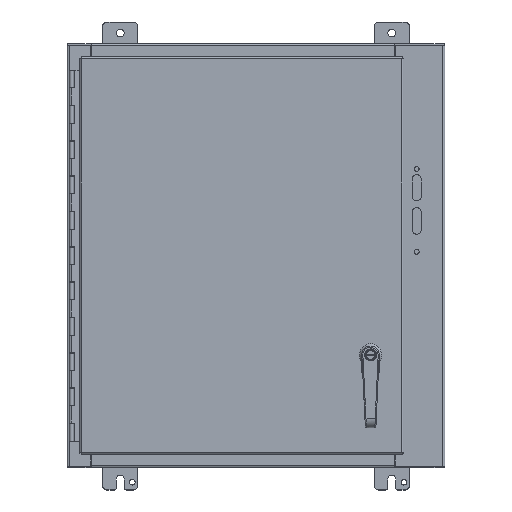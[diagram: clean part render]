
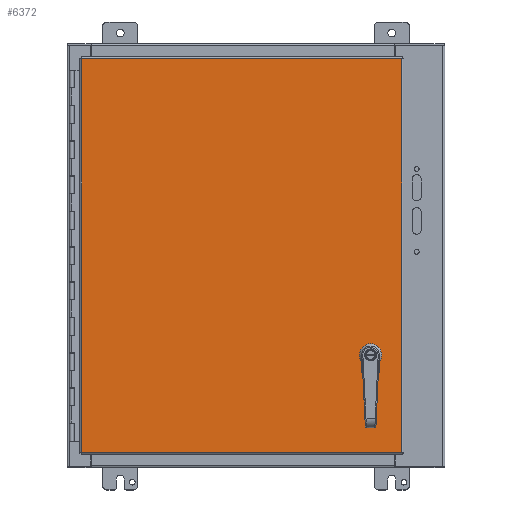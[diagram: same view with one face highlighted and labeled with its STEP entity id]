
A CAD part, top view. The second image highlights one B-rep face of the part: STEP entity #6372.
In plain terms, the highlighted planar face has unit normal (0, 0, 1).
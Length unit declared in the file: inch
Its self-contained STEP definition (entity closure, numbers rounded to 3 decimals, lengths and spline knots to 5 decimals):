
#36 = CARTESIAN_POINT ( 'NONE',  ( 0.82232, 23.14725, 10.875 ) ) ;
#1336 = VECTOR ( 'NONE', #52211, 39.37008 ) ;
#1522 = ORIENTED_EDGE ( 'NONE', *, *, #28645, .T. ) ;
#2746 = DIRECTION ( 'NONE',  ( 1., 0., 0. ) ) ;
#3747 = DIRECTION ( 'NONE',  ( 0., 0., -1. ) ) ;
#4767 = CIRCLE ( 'NONE', #25908, 0.453 ) ;
#4931 = DIRECTION ( 'NONE',  ( -1., 0., 0. ) ) ;
#5019 = ORIENTED_EDGE ( 'NONE', *, *, #43382, .T. ) ;
#5276 = EDGE_LOOP ( 'NONE', ( #15370, #43359, #5019, #36039, #26644, #58572, #32200, #1522 ) ) ;
#5855 = AXIS2_PLACEMENT_3D ( 'NONE', #7675, #65539, #70535 ) ;
#6021 = CARTESIAN_POINT ( 'NONE',  ( 17.38694, 6.7775, 10.875 ) ) ;
#6372 = ADVANCED_FACE ( 'NONE', ( #69001, #32606 ), #64419, .T. ) ;
#6723 = CARTESIAN_POINT ( 'NONE',  ( 16.77432, 6.59012, 10.875 ) ) ;
#6924 = DIRECTION ( 'NONE',  ( -1., 0., 0. ) ) ;
#7675 = CARTESIAN_POINT ( 'NONE',  ( 17.17432, 6.3775, 10.875 ) ) ;
#8900 = AXIS2_PLACEMENT_3D ( 'NONE', #34397, #40994, #28208 ) ;
#10286 = VERTEX_POINT ( 'NONE', #58457 ) ;
#10758 = CARTESIAN_POINT ( 'NONE',  ( 9.88894, 0.85775, 10.875 ) ) ;
#10949 = AXIS2_PLACEMENT_3D ( 'NONE', #43424, #3747, #68661 ) ;
#11790 = LINE ( 'NONE', #6021, #44339 ) ;
#14815 = ORIENTED_EDGE ( 'NONE', *, *, #48448, .T. ) ;
#14997 = VECTOR ( 'NONE', #4931, 39.37008 ) ;
#15048 = CIRCLE ( 'NONE', #5855, 0.453 ) ;
#15359 = VERTEX_POINT ( 'NONE', #59364 ) ;
#15370 = ORIENTED_EDGE ( 'NONE', *, *, #46036, .T. ) ;
#15752 = VERTEX_POINT ( 'NONE', #20829 ) ;
#16942 = LINE ( 'NONE', #67388, #14997 ) ;
#19149 = VECTOR ( 'NONE', #36012, 39.37008 ) ;
#19639 = VECTOR ( 'NONE', #62155, 39.37008 ) ;
#19926 = CARTESIAN_POINT ( 'NONE',  ( 17.57432, 6.59012, 10.875 ) ) ;
#19929 = CARTESIAN_POINT ( 'NONE',  ( 17.57432, 6.16488, 10.875 ) ) ;
#20829 = CARTESIAN_POINT ( 'NONE',  ( 0.82232, 0.85775, 10.875 ) ) ;
#21737 = CARTESIAN_POINT ( 'NONE',  ( 16.9617, 5.9775, 10.875 ) ) ;
#22002 = DIRECTION ( 'NONE',  ( -1., 0., 0. ) ) ;
#22508 = DIRECTION ( 'NONE',  ( 0., -1., 0. ) ) ;
#22581 = VERTEX_POINT ( 'NONE', #79576 ) ;
#23165 = LINE ( 'NONE', #10758, #19149 ) ;
#25751 = VERTEX_POINT ( 'NONE', #32584 ) ;
#25908 = AXIS2_PLACEMENT_3D ( 'NONE', #33684, #72091, #6924 ) ;
#26446 = VERTEX_POINT ( 'NONE', #19926 ) ;
#26644 = ORIENTED_EDGE ( 'NONE', *, *, #33864, .T. ) ;
#27746 = ORIENTED_EDGE ( 'NONE', *, *, #35789, .T. ) ;
#28208 = DIRECTION ( 'NONE',  ( -1., 0., 0. ) ) ;
#28645 = EDGE_CURVE ( 'NONE', #26446, #36525, #46493, .T. ) ;
#30146 = VECTOR ( 'NONE', #22508, 39.37008 ) ;
#32036 = EDGE_CURVE ( 'NONE', #15752, #56174, #23165, .T. ) ;
#32200 = ORIENTED_EDGE ( 'NONE', *, *, #51031, .T. ) ;
#32584 = CARTESIAN_POINT ( 'NONE',  ( 17.38694, 6.7775, 10.875 ) ) ;
#32606 = FACE_OUTER_BOUND ( 'NONE', #50355, .T. ) ;
#33684 = CARTESIAN_POINT ( 'NONE',  ( 17.17432, 6.3775, 10.875 ) ) ;
#33864 = EDGE_CURVE ( 'NONE', #15359, #22581, #4767, .T. ) ;
#34015 = CARTESIAN_POINT ( 'NONE',  ( 9.88894, 23.14725, 10.875 ) ) ;
#34397 = CARTESIAN_POINT ( 'NONE',  ( 17.17432, 6.3775, 10.875 ) ) ;
#34411 = LINE ( 'NONE', #34015, #35467 ) ;
#35467 = VECTOR ( 'NONE', #22002, 39.37008 ) ;
#35789 = EDGE_CURVE ( 'NONE', #10286, #75597, #34411, .T. ) ;
#36012 = DIRECTION ( 'NONE',  ( 1., 0., 0. ) ) ;
#36039 = ORIENTED_EDGE ( 'NONE', *, *, #74707, .T. ) ;
#36525 = VERTEX_POINT ( 'NONE', #19929 ) ;
#40994 = DIRECTION ( 'NONE',  ( 0., 0., -1. ) ) ;
#42314 = ORIENTED_EDGE ( 'NONE', *, *, #79965, .T. ) ;
#42935 = EDGE_CURVE ( 'NONE', #57202, #61436, #16942, .T. ) ;
#43359 = ORIENTED_EDGE ( 'NONE', *, *, #42935, .T. ) ;
#43382 = EDGE_CURVE ( 'NONE', #61436, #48062, #15048, .T. ) ;
#43424 = CARTESIAN_POINT ( 'NONE',  ( 17.17432, 6.3775, 10.875 ) ) ;
#43805 = AXIS2_PLACEMENT_3D ( 'NONE', #64802, #59814, #2746 ) ;
#44339 = VECTOR ( 'NONE', #49427, 39.37008 ) ;
#45320 = EDGE_CURVE ( 'NONE', #22581, #25751, #11790, .T. ) ;
#46036 = EDGE_CURVE ( 'NONE', #36525, #57202, #76142, .T. ) ;
#46493 = LINE ( 'NONE', #66787, #30146 ) ;
#48062 = VERTEX_POINT ( 'NONE', #57806 ) ;
#48448 = EDGE_CURVE ( 'NONE', #75597, #15752, #70436, .T. ) ;
#49427 = DIRECTION ( 'NONE',  ( 1., 0., 0. ) ) ;
#50355 = EDGE_LOOP ( 'NONE', ( #14815, #72018, #42314, #27746 ) ) ;
#51031 = EDGE_CURVE ( 'NONE', #25751, #26446, #78273, .T. ) ;
#52211 = DIRECTION ( 'NONE',  ( 0., -1., 0. ) ) ;
#52266 = CARTESIAN_POINT ( 'NONE',  ( 18.95557, 0.85775, 10.875 ) ) ;
#55985 = LINE ( 'NONE', #6723, #19639 ) ;
#56174 = VERTEX_POINT ( 'NONE', #52266 ) ;
#57202 = VERTEX_POINT ( 'NONE', #76877 ) ;
#57806 = CARTESIAN_POINT ( 'NONE',  ( 16.77432, 6.16488, 10.875 ) ) ;
#58401 = DIRECTION ( 'NONE',  ( 0., 1., 0. ) ) ;
#58414 = CARTESIAN_POINT ( 'NONE',  ( 0.82232, 12.0025, 10.875 ) ) ;
#58457 = CARTESIAN_POINT ( 'NONE',  ( 18.95557, 23.14725, 10.875 ) ) ;
#58572 = ORIENTED_EDGE ( 'NONE', *, *, #45320, .T. ) ;
#59364 = CARTESIAN_POINT ( 'NONE',  ( 16.77432, 6.59012, 10.875 ) ) ;
#59814 = DIRECTION ( 'NONE',  ( 0., 0., 1. ) ) ;
#61436 = VERTEX_POINT ( 'NONE', #21737 ) ;
#62155 = DIRECTION ( 'NONE',  ( 0., 1., 0. ) ) ;
#64419 = PLANE ( 'NONE',  #43805 ) ;
#64802 = CARTESIAN_POINT ( 'NONE',  ( 9.88894, 12.0025, 10.875 ) ) ;
#65427 = LINE ( 'NONE', #78194, #70589 ) ;
#65539 = DIRECTION ( 'NONE',  ( 0., 0., -1. ) ) ;
#66787 = CARTESIAN_POINT ( 'NONE',  ( 17.57432, 6.16488, 10.875 ) ) ;
#67388 = CARTESIAN_POINT ( 'NONE',  ( 16.9617, 5.9775, 10.875 ) ) ;
#68661 = DIRECTION ( 'NONE',  ( -1., 0., 0. ) ) ;
#69001 = FACE_BOUND ( 'NONE', #5276, .T. ) ;
#70436 = LINE ( 'NONE', #58414, #1336 ) ;
#70535 = DIRECTION ( 'NONE',  ( -1., 0., 0. ) ) ;
#70589 = VECTOR ( 'NONE', #58401, 39.37008 ) ;
#72018 = ORIENTED_EDGE ( 'NONE', *, *, #32036, .T. ) ;
#72091 = DIRECTION ( 'NONE',  ( 0., 0., -1. ) ) ;
#74707 = EDGE_CURVE ( 'NONE', #48062, #15359, #55985, .T. ) ;
#75597 = VERTEX_POINT ( 'NONE', #36 ) ;
#76142 = CIRCLE ( 'NONE', #8900, 0.453 ) ;
#76877 = CARTESIAN_POINT ( 'NONE',  ( 17.38694, 5.9775, 10.875 ) ) ;
#78194 = CARTESIAN_POINT ( 'NONE',  ( 18.95557, 12.0025, 10.875 ) ) ;
#78273 = CIRCLE ( 'NONE', #10949, 0.453 ) ;
#79576 = CARTESIAN_POINT ( 'NONE',  ( 16.9617, 6.7775, 10.875 ) ) ;
#79965 = EDGE_CURVE ( 'NONE', #56174, #10286, #65427, .T. ) ;
